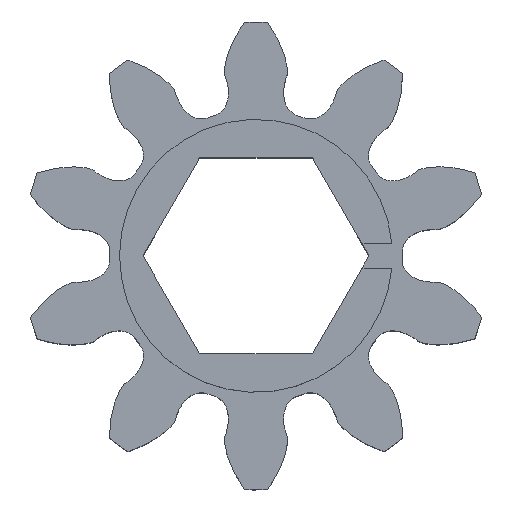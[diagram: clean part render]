
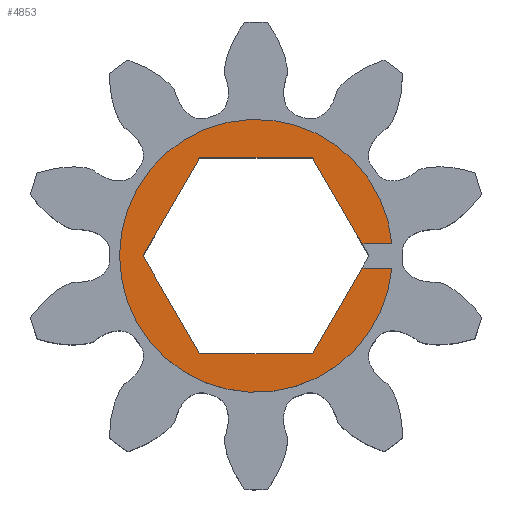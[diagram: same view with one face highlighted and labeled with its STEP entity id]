
A CAD part, top view. The second image highlights one B-rep face of the part: STEP entity #4853.
In plain terms, the highlighted planar face has unit normal (0, 0, 1).
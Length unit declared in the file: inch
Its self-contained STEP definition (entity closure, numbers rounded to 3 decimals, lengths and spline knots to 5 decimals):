
#215 = DIRECTION ( 'NONE',  ( -1., 0., 0. ) ) ;
#243 = ORIENTED_EDGE ( 'NONE', *, *, #6343, .F. ) ;
#590 = DIRECTION ( 'NONE',  ( 0., 0., -1. ) ) ;
#692 = LINE ( 'NONE', #5837, #3230 ) ;
#741 = CARTESIAN_POINT ( 'NONE',  ( -0.28983, 0., 0.249 ) ) ;
#774 = AXIS2_PLACEMENT_3D ( 'NONE', #797, #5939, #215 ) ;
#797 = CARTESIAN_POINT ( 'NONE',  ( 0., 0., 0.249 ) ) ;
#959 = CARTESIAN_POINT ( 'NONE',  ( -0.14491, 0.251, 0.249 ) ) ;
#1060 = CARTESIAN_POINT ( 'NONE',  ( 0.14491, -0.251, 0.249 ) ) ;
#1098 = CARTESIAN_POINT ( 'NONE',  ( 0., 0.35, 0.249 ) ) ;
#1112 = CARTESIAN_POINT ( 'NONE',  ( -0.28983, 0., 0.249 ) ) ;
#1136 = CARTESIAN_POINT ( 'NONE',  ( 0.3486, 0.03125, 0.249 ) ) ;
#1185 = CARTESIAN_POINT ( 'NONE',  ( -0.35, 0., 0.249 ) ) ;
#1442 = EDGE_CURVE ( 'NONE', #5437, #6149, #6347, .T. ) ;
#1529 = CARTESIAN_POINT ( 'NONE',  ( 0.27179, 0.03125, 0.249 ) ) ;
#1563 = PLANE ( 'NONE',  #6566 ) ;
#1629 = DIRECTION ( 'NONE',  ( -0.5, 0.866, 0. ) ) ;
#1662 = ORIENTED_EDGE ( 'NONE', *, *, #1442, .F. ) ;
#1747 = DIRECTION ( 'NONE',  ( 0.5, -0.866, 0. ) ) ;
#1833 = DIRECTION ( 'NONE',  ( -1., 0., 0. ) ) ;
#1882 = CARTESIAN_POINT ( 'NONE',  ( 0.15179, -0.03125, 0.249 ) ) ;
#1934 = ORIENTED_EDGE ( 'NONE', *, *, #4268, .F. ) ;
#2101 = EDGE_CURVE ( 'NONE', #4118, #3350, #5624, .T. ) ;
#2183 = EDGE_CURVE ( 'NONE', #3332, #4960, #6210, .T. ) ;
#2267 = CARTESIAN_POINT ( 'NONE',  ( 0.15179, 0.03125, 0.249 ) ) ;
#2665 = CARTESIAN_POINT ( 'NONE',  ( -0.14491, -0.251, 0.249 ) ) ;
#2806 = VECTOR ( 'NONE', #2848, 39.37008 ) ;
#2848 = DIRECTION ( 'NONE',  ( 0.5, 0.866, 0. ) ) ;
#2879 = EDGE_CURVE ( 'NONE', #3983, #3332, #5307, .T. ) ;
#2888 = LINE ( 'NONE', #1882, #3337 ) ;
#2940 = VERTEX_POINT ( 'NONE', #4695 ) ;
#3122 = VECTOR ( 'NONE', #6446, 39.37008 ) ;
#3133 = ORIENTED_EDGE ( 'NONE', *, *, #6543, .F. ) ;
#3230 = VECTOR ( 'NONE', #1833, 39.37008 ) ;
#3240 = DIRECTION ( 'NONE',  ( -1., 0., 0. ) ) ;
#3332 = VERTEX_POINT ( 'NONE', #6144 ) ;
#3337 = VECTOR ( 'NONE', #5983, 39.37008 ) ;
#3350 = VERTEX_POINT ( 'NONE', #4342 ) ;
#3382 = CARTESIAN_POINT ( 'NONE',  ( 0.14491, -0.251, 0.249 ) ) ;
#3439 = VECTOR ( 'NONE', #6107, 39.37008 ) ;
#3480 = ORIENTED_EDGE ( 'NONE', *, *, #2183, .F. ) ;
#3536 = EDGE_CURVE ( 'NONE', #4013, #5196, #2888, .T. ) ;
#3674 = ORIENTED_EDGE ( 'NONE', *, *, #5721, .F. ) ;
#3676 = DIRECTION ( 'NONE',  ( 1., 0., 0. ) ) ;
#3745 = ORIENTED_EDGE ( 'NONE', *, *, #2101, .F. ) ;
#3983 = VERTEX_POINT ( 'NONE', #1112 ) ;
#4013 = VERTEX_POINT ( 'NONE', #5072 ) ;
#4103 = CARTESIAN_POINT ( 'NONE',  ( 0.3486, -0.03125, 0.249 ) ) ;
#4118 = VERTEX_POINT ( 'NONE', #1529 ) ;
#4268 = EDGE_CURVE ( 'NONE', #2940, #3983, #5560, .T. ) ;
#4342 = CARTESIAN_POINT ( 'NONE',  ( 0.14491, 0.251, 0.249 ) ) ;
#4620 = CIRCLE ( 'NONE', #774, 0.35 ) ;
#4695 = CARTESIAN_POINT ( 'NONE',  ( -0.14491, 0.251, 0.249 ) ) ;
#4853 = ADVANCED_FACE ( 'NONE', ( #5697 ), #1563, .F. ) ;
#4864 = DIRECTION ( 'NONE',  ( 0., 0., -1. ) ) ;
#4929 = CARTESIAN_POINT ( 'NONE',  ( 0., 0., 0.249 ) ) ;
#4960 = VERTEX_POINT ( 'NONE', #1060 ) ;
#5072 = CARTESIAN_POINT ( 'NONE',  ( 0.27179, -0.03125, 0.249 ) ) ;
#5196 = VERTEX_POINT ( 'NONE', #4103 ) ;
#5265 = VECTOR ( 'NONE', #1629, 39.37008 ) ;
#5307 = LINE ( 'NONE', #741, #5804 ) ;
#5387 = ORIENTED_EDGE ( 'NONE', *, *, #2879, .F. ) ;
#5437 = VERTEX_POINT ( 'NONE', #1185 ) ;
#5560 = LINE ( 'NONE', #959, #3439 ) ;
#5624 = LINE ( 'NONE', #6244, #5265 ) ;
#5663 = ORIENTED_EDGE ( 'NONE', *, *, #3536, .F. ) ;
#5697 = FACE_OUTER_BOUND ( 'NONE', #5747, .T. ) ;
#5721 = EDGE_CURVE ( 'NONE', #4960, #4013, #6488, .T. ) ;
#5747 = EDGE_LOOP ( 'NONE', ( #3674, #3480, #5387, #1934, #3133, #3745, #6111, #1662, #243, #5663 ) ) ;
#5804 = VECTOR ( 'NONE', #1747, 39.37008 ) ;
#5837 = CARTESIAN_POINT ( 'NONE',  ( 0.14491, 0.251, 0.249 ) ) ;
#5911 = AXIS2_PLACEMENT_3D ( 'NONE', #4929, #4864, #6489 ) ;
#5939 = DIRECTION ( 'NONE',  ( 0., 0., -1. ) ) ;
#5983 = DIRECTION ( 'NONE',  ( 1., 0., 0. ) ) ;
#6107 = DIRECTION ( 'NONE',  ( -0.5, -0.866, 0. ) ) ;
#6111 = ORIENTED_EDGE ( 'NONE', *, *, #6226, .F. ) ;
#6130 = VECTOR ( 'NONE', #3676, 39.37008 ) ;
#6144 = CARTESIAN_POINT ( 'NONE',  ( -0.14491, -0.251, 0.249 ) ) ;
#6149 = VERTEX_POINT ( 'NONE', #1136 ) ;
#6210 = LINE ( 'NONE', #2665, #6130 ) ;
#6226 = EDGE_CURVE ( 'NONE', #6149, #4118, #6381, .T. ) ;
#6244 = CARTESIAN_POINT ( 'NONE',  ( 0.28983, 0., 0.249 ) ) ;
#6343 = EDGE_CURVE ( 'NONE', #5196, #5437, #4620, .T. ) ;
#6347 = CIRCLE ( 'NONE', #5911, 0.35 ) ;
#6381 = LINE ( 'NONE', #2267, #3122 ) ;
#6446 = DIRECTION ( 'NONE',  ( -1., 0., 0. ) ) ;
#6488 = LINE ( 'NONE', #3382, #2806 ) ;
#6489 = DIRECTION ( 'NONE',  ( -1., 0., 0. ) ) ;
#6543 = EDGE_CURVE ( 'NONE', #3350, #2940, #692, .T. ) ;
#6566 = AXIS2_PLACEMENT_3D ( 'NONE', #1098, #590, #3240 ) ;
